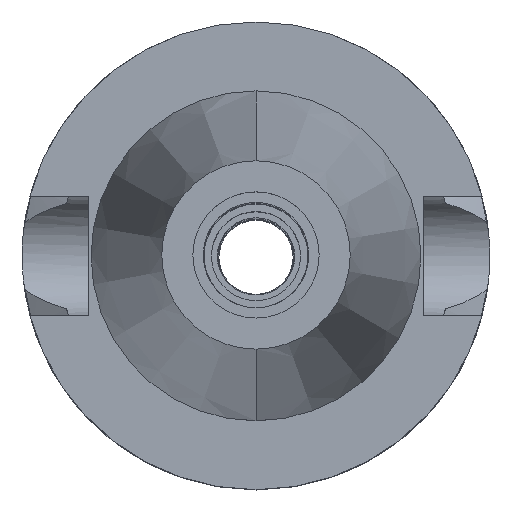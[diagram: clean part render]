
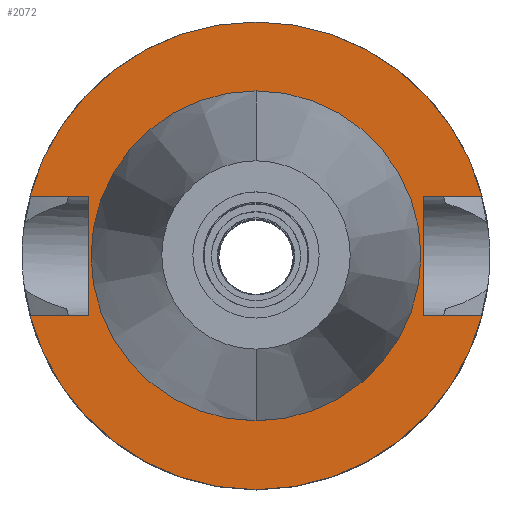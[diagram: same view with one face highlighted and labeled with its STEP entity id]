
A CAD part, top view. The second image highlights one B-rep face of the part: STEP entity #2072.
In plain terms, the highlighted planar face has unit normal (0, 0, 1).
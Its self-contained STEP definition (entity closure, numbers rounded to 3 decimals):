
#823=DIRECTION('',(1.,0.,0.));
#824=VECTOR('',#823,7.954);
#825=CARTESIAN_POINT('',(-30.454,8.05,-1.));
#826=LINE('',#825,#824);
#862=DIRECTION('',(1.,0.,0.));
#863=VECTOR('',#862,7.954);
#864=CARTESIAN_POINT('',(22.5,8.05,-1.));
#865=LINE('',#864,#863);
#909=DIRECTION('',(0.,1.,0.));
#910=VECTOR('',#909,16.1);
#911=CARTESIAN_POINT('',(-22.5,-8.05,-1.));
#912=LINE('',#911,#910);
#916=CARTESIAN_POINT('',(0.,0.,-1.));
#917=DIRECTION('',(0.,0.,-1.));
#918=DIRECTION('',(-0.967,0.256,0.));
#919=AXIS2_PLACEMENT_3D('',#916,#917,#918);
#924=CARTESIAN_POINT('',(0.,0.,-1.));
#925=DIRECTION('',(0.,0.,-1.));
#926=DIRECTION('',(0.,1.,0.));
#927=AXIS2_PLACEMENT_3D('',#924,#925,#926);
#932=DIRECTION('',(0.,-1.,0.));
#933=VECTOR('',#932,16.1);
#934=CARTESIAN_POINT('',(22.5,8.05,-1.));
#935=LINE('',#934,#933);
#939=DIRECTION('',(1.,0.,0.));
#940=VECTOR('',#939,7.954);
#941=CARTESIAN_POINT('',(22.5,-8.05,-1.));
#942=LINE('',#941,#940);
#946=CARTESIAN_POINT('',(0.,0.,-1.));
#947=DIRECTION('',(0.,0.,-1.));
#948=DIRECTION('',(0.967,-0.256,0.));
#949=AXIS2_PLACEMENT_3D('',#946,#947,#948);
#954=CARTESIAN_POINT('',(0.,0.,-1.));
#955=DIRECTION('',(0.,0.,-1.));
#956=DIRECTION('',(0.,-1.,0.));
#957=AXIS2_PLACEMENT_3D('',#954,#955,#956);
#962=DIRECTION('',(1.,0.,0.));
#963=VECTOR('',#962,7.954);
#964=CARTESIAN_POINT('',(-30.454,-8.05,-1.));
#965=LINE('',#964,#963);
#969=CARTESIAN_POINT('',(0.,0.,-1.));
#970=DIRECTION('',(0.,0.,1.));
#971=DIRECTION('',(0.,-1.,0.));
#972=AXIS2_PLACEMENT_3D('',#969,#970,#971);
#977=CARTESIAN_POINT('',(0.,0.,-1.));
#978=DIRECTION('',(0.,0.,1.));
#979=DIRECTION('',(0.,1.,0.));
#980=AXIS2_PLACEMENT_3D('',#977,#978,#979);
#1286=CARTESIAN_POINT('',(-22.5,-8.05,-1.));
#1287=VERTEX_POINT('',#1286);
#1288=CARTESIAN_POINT('',(-30.454,-8.05,-1.));
#1289=VERTEX_POINT('',#1288);
#1292=CARTESIAN_POINT('',(-22.5,8.05,-1.));
#1293=VERTEX_POINT('',#1292);
#1294=CARTESIAN_POINT('',(-30.454,8.05,-1.));
#1295=VERTEX_POINT('',#1294);
#1296=CARTESIAN_POINT('',(0.,31.5,-1.));
#1297=CARTESIAN_POINT('',(30.454,8.05,-1.));
#1298=VERTEX_POINT('',#1296);
#1299=VERTEX_POINT('',#1297);
#1300=CARTESIAN_POINT('',(22.5,8.05,-1.));
#1301=VERTEX_POINT('',#1300);
#1302=CARTESIAN_POINT('',(22.5,-8.05,-1.));
#1303=VERTEX_POINT('',#1302);
#1304=CARTESIAN_POINT('',(30.454,-8.05,-1.));
#1305=VERTEX_POINT('',#1304);
#1306=CARTESIAN_POINT('',(0.,-31.5,-1.));
#1307=VERTEX_POINT('',#1306);
#1308=CARTESIAN_POINT('',(0.,-22.225,-1.));
#1309=CARTESIAN_POINT('',(0.,22.225,-1.));
#1310=VERTEX_POINT('',#1308);
#1311=VERTEX_POINT('',#1309);
#2042=CARTESIAN_POINT('',(0.,0.,-1.));
#2043=DIRECTION('',(0.,0.,-1.));
#2044=DIRECTION('',(0.,-1.,0.));
#2045=AXIS2_PLACEMENT_3D('',#2042,#2043,#2044);
#2046=PLANE('',#2045);
#2048=ORIENTED_EDGE('',*,*,#2047,.T.);
#2049=ORIENTED_EDGE('',*,*,#1985,.F.);
#2051=ORIENTED_EDGE('',*,*,#2050,.T.);
#2053=ORIENTED_EDGE('',*,*,#2052,.T.);
#2054=ORIENTED_EDGE('',*,*,#2019,.F.);
#2055=ORIENTED_EDGE('',*,*,#2032,.T.);
#2057=ORIENTED_EDGE('',*,*,#2056,.T.);
#2059=ORIENTED_EDGE('',*,*,#2058,.T.);
#2061=ORIENTED_EDGE('',*,*,#2060,.T.);
#2063=ORIENTED_EDGE('',*,*,#2062,.T.);
#2064=EDGE_LOOP('',(#2048,#2049,#2051,#2053,#2054,#2055,#2057,#2059,#2061,
#2063));
#2065=FACE_OUTER_BOUND('',#2064,.F.);
#2067=ORIENTED_EDGE('',*,*,#2066,.T.);
#2069=ORIENTED_EDGE('',*,*,#2068,.T.);
#2070=EDGE_LOOP('',(#2067,#2069));
#2071=FACE_BOUND('',#2070,.F.);
#920=CIRCLE('',#919,31.5);
#928=CIRCLE('',#927,31.5);
#950=CIRCLE('',#949,31.5);
#958=CIRCLE('',#957,31.5);
#973=CIRCLE('',#972,22.225);
#981=CIRCLE('',#980,22.225);
#1985=EDGE_CURVE('',#1295,#1293,#826,.T.);
#2019=EDGE_CURVE('',#1301,#1299,#865,.T.);
#2032=EDGE_CURVE('',#1301,#1303,#935,.T.);
#2047=EDGE_CURVE('',#1287,#1293,#912,.T.);
#2050=EDGE_CURVE('',#1295,#1298,#920,.T.);
#2052=EDGE_CURVE('',#1298,#1299,#928,.T.);
#2056=EDGE_CURVE('',#1303,#1305,#942,.T.);
#2058=EDGE_CURVE('',#1305,#1307,#950,.T.);
#2060=EDGE_CURVE('',#1307,#1289,#958,.T.);
#2062=EDGE_CURVE('',#1289,#1287,#965,.T.);
#2066=EDGE_CURVE('',#1310,#1311,#973,.T.);
#2068=EDGE_CURVE('',#1311,#1310,#981,.T.);
#2072=ADVANCED_FACE('',(#2065,#2071),#2046,.F.);
